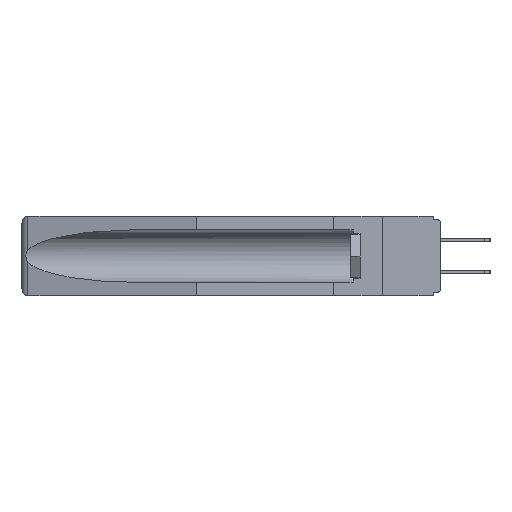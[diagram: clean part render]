
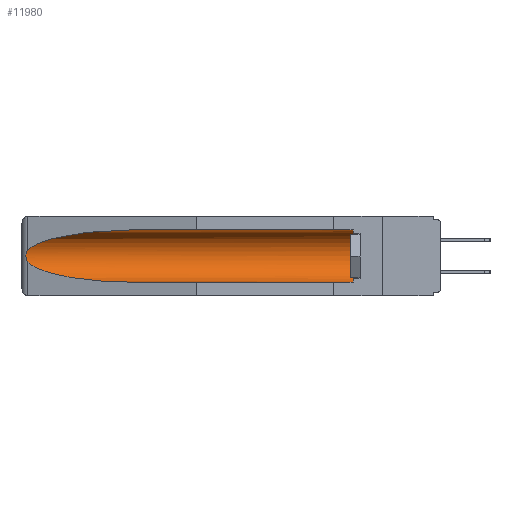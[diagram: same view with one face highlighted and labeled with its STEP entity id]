
A CAD part, left-side view. The second image highlights one B-rep face of the part: STEP entity #11980.
In plain terms, the highlighted cylindrical face has radius 2.857 mm (diameter 5.715 mm), a partial arc.
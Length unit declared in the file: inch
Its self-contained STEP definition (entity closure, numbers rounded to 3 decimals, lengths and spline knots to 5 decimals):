
#55 = DIRECTION ( 'NONE',  ( 0., 0., 1. ) ) ;
#344 = CARTESIAN_POINT ( 'NONE',  ( 0.26537, 1.52718, -0.19328 ) ) ;
#1986 = CARTESIAN_POINT ( 'NONE',  ( 0.26654, 1.53092, -0.15636 ) ) ;
#2066 = CARTESIAN_POINT ( 'NONE',  ( 0.26537, 1.52718, -0.14972 ) ) ;
#2926 = CYLINDRICAL_SURFACE ( 'NONE', #7585, 0.1125 ) ;
#3125 = ORIENTED_EDGE ( 'NONE', *, *, #22356, .T. ) ;
#3645 = VECTOR ( 'NONE', #25489, 39.37008 ) ;
#3697 = ORIENTED_EDGE ( 'NONE', *, *, #25737, .T. ) ;
#3958 = CARTESIAN_POINT ( 'NONE',  ( 0.2675, 1.53308, -0.16763 ) ) ;
#4067 = CARTESIAN_POINT ( 'NONE',  ( 0.2675, 1.53308, -0.17534 ) ) ;
#4259 = CARTESIAN_POINT ( 'NONE',  ( 0.26597, 1.5296, -0.19026 ) ) ;
#4529 = CARTESIAN_POINT ( 'NONE',  ( 0.26537, 1.52718, -0.19328 ) ) ;
#4873 = VERTEX_POINT ( 'NONE', #2066 ) ;
#4979 = VERTEX_POINT ( 'NONE', #344 ) ;
#6061 = VERTEX_POINT ( 'NONE', #12640 ) ;
#6322 = CARTESIAN_POINT ( 'NONE',  ( 0.26655, 1.53094, -0.18657 ) ) ;
#6427 = ORIENTED_EDGE ( 'NONE', *, *, #23401, .T. ) ;
#7002 = CARTESIAN_POINT ( 'NONE',  ( 0.155, 1.07973, -0.284 ) ) ;
#7585 = AXIS2_PLACEMENT_3D ( 'NONE', #15367, #13886, #55 ) ;
#8601 = FACE_OUTER_BOUND ( 'NONE', #15640, .T. ) ;
#8901 = CARTESIAN_POINT ( 'NONE',  ( 0.26537, 1.52718, -0.14972 ) ) ;
#10747 = CARTESIAN_POINT ( 'NONE',  ( 0.25451, 1.48313, -0.09465 ) ) ;
#11195 = LINE ( 'NONE', #17856, #14784 ) ;
#11980 = ADVANCED_FACE ( 'NONE', ( #8601 ), #2926, .F. ) ;
#12640 = CARTESIAN_POINT ( 'NONE',  ( 0.155, 0.126, -0.059 ) ) ;
#12956 = CARTESIAN_POINT ( 'NONE',  ( 0.155, 1.07973, -0.059 ) ) ;
#13337 = DIRECTION ( 'NONE',  ( 0., -1., 0. ) ) ;
#13886 = DIRECTION ( 'NONE',  ( 0., 1., 0. ) ) ;
#14492 = EDGE_CURVE ( 'NONE', #4873, #4979, #16176, .T. ) ;
#14784 = VECTOR ( 'NONE', #15770, 39.37008 ) ;
#15367 = CARTESIAN_POINT ( 'NONE',  ( 0.155, -0.30754, -0.1715 ) ) ;
#15530 = CARTESIAN_POINT ( 'NONE',  ( 0.26537, 1.52718, -0.14972 ) ) ;
#15640 = EDGE_LOOP ( 'NONE', ( #20336, #20616, #3125, #26887, #6427, #3697 ) ) ;
#15642 = CARTESIAN_POINT ( 'NONE',  ( 0.21114, 1.30732, -0.059 ) ) ;
#15770 = DIRECTION ( 'NONE',  ( 0., 1., 0. ) ) ;
#15800 =( BOUNDED_CURVE ( )  B_SPLINE_CURVE ( 3, ( #4529, #27248, #15871, #7002 ),
 .UNSPECIFIED., .F., .F. ) 
 B_SPLINE_CURVE_WITH_KNOTS ( ( 4, 4 ),
 ( 0.1948, 1.5708 ),
 .UNSPECIFIED. ) 
 CURVE ( )  GEOMETRIC_REPRESENTATION_ITEM ( )  RATIONAL_B_SPLINE_CURVE ( ( 1., 0.848, 0.848, 1. ) ) 
 REPRESENTATION_ITEM ( '' )  );
#15871 = CARTESIAN_POINT ( 'NONE',  ( 0.21114, 1.30732, -0.284 ) ) ;
#16176 = B_SPLINE_CURVE_WITH_KNOTS ( 'NONE', 3,
 ( #8901, #22174, #1986, #24472, #3958, #4067, #19961, #6322, #4259, #22274 ),
 .UNSPECIFIED., .F., .F.,
 ( 4, 2, 2, 2, 4 ),
 ( 0., 0.00029, 0.00058, 0.00087, 0.00117 ),
 .UNSPECIFIED. ) ;
#16325 = EDGE_CURVE ( 'NONE', #19102, #4873, #24204, .T. ) ;
#17709 = AXIS2_PLACEMENT_3D ( 'NONE', #28797, #13337, #22389 ) ;
#17856 = CARTESIAN_POINT ( 'NONE',  ( 0.155, -0.30754, -0.059 ) ) ;
#17922 = VERTEX_POINT ( 'NONE', #18687 ) ;
#18687 = CARTESIAN_POINT ( 'NONE',  ( 0.155, 0.126, -0.284 ) ) ;
#18956 = CARTESIAN_POINT ( 'NONE',  ( 0.155, -0.30754, -0.284 ) ) ;
#19102 = VERTEX_POINT ( 'NONE', #25512 ) ;
#19319 = CIRCLE ( 'NONE', #17709, 0.1125 ) ;
#19425 = VERTEX_POINT ( 'NONE', #23832 ) ;
#19961 = CARTESIAN_POINT ( 'NONE',  ( 0.2673, 1.53269, -0.17917 ) ) ;
#20336 = ORIENTED_EDGE ( 'NONE', *, *, #16325, .T. ) ;
#20616 = ORIENTED_EDGE ( 'NONE', *, *, #14492, .T. ) ;
#22174 = CARTESIAN_POINT ( 'NONE',  ( 0.26597, 1.52961, -0.15275 ) ) ;
#22274 = CARTESIAN_POINT ( 'NONE',  ( 0.26537, 1.52718, -0.19328 ) ) ;
#22356 = EDGE_CURVE ( 'NONE', #4979, #19425, #15800, .T. ) ;
#22389 = DIRECTION ( 'NONE',  ( 0., 0., 1. ) ) ;
#23401 = EDGE_CURVE ( 'NONE', #17922, #6061, #19319, .T. ) ;
#23701 = EDGE_CURVE ( 'NONE', #17922, #19425, #25410, .T. ) ;
#23832 = CARTESIAN_POINT ( 'NONE',  ( 0.155, 1.07973, -0.284 ) ) ;
#24204 =( BOUNDED_CURVE ( )  B_SPLINE_CURVE ( 3, ( #12956, #15642, #10747, #15530 ),
 .UNSPECIFIED., .F., .F. ) 
 B_SPLINE_CURVE_WITH_KNOTS ( ( 4, 4 ),
 ( 4.71239, 6.08839 ),
 .UNSPECIFIED. ) 
 CURVE ( )  GEOMETRIC_REPRESENTATION_ITEM ( )  RATIONAL_B_SPLINE_CURVE ( ( 1., 0.848, 0.848, 1. ) ) 
 REPRESENTATION_ITEM ( '' )  );
#24472 = CARTESIAN_POINT ( 'NONE',  ( 0.2673, 1.5327, -0.16383 ) ) ;
#25410 = LINE ( 'NONE', #18956, #3645 ) ;
#25489 = DIRECTION ( 'NONE',  ( 0., 1., 0. ) ) ;
#25512 = CARTESIAN_POINT ( 'NONE',  ( 0.155, 1.07973, -0.059 ) ) ;
#25737 = EDGE_CURVE ( 'NONE', #6061, #19102, #11195, .T. ) ;
#26887 = ORIENTED_EDGE ( 'NONE', *, *, #23701, .F. ) ;
#27248 = CARTESIAN_POINT ( 'NONE',  ( 0.25451, 1.48313, -0.24835 ) ) ;
#28797 = CARTESIAN_POINT ( 'NONE',  ( 0.155, 0.126, -0.1715 ) ) ;
